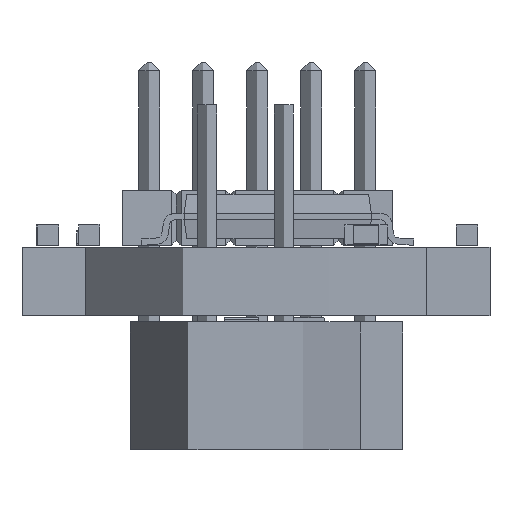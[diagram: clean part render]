
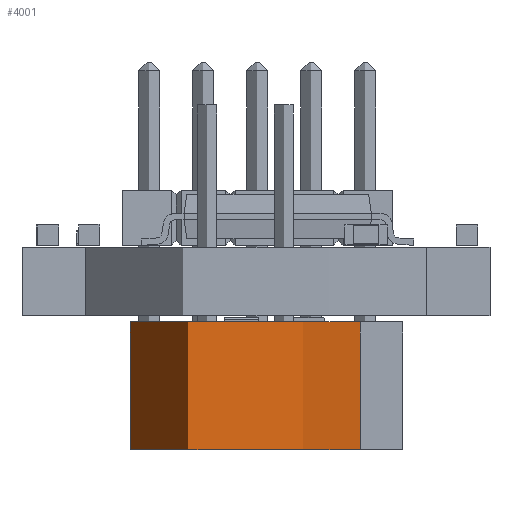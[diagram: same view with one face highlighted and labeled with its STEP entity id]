
A CAD part, front view. The second image highlights one B-rep face of the part: STEP entity #4001.
In plain terms, the highlighted cylindrical face has radius 2.7 mm (diameter 5.4 mm), a partial arc.
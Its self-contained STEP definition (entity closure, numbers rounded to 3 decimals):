
#4001 = ADVANCED_FACE('',(#4002),#4017,.T.);
#4002 = FACE_BOUND('',#4003,.T.);
#4003 = EDGE_LOOP('',(#4004,#4040,#4068,#4097));
#4004 = ORIENTED_EDGE('',*,*,#4005,.T.);
#4005 = EDGE_CURVE('',#4006,#4008,#4010,.T.);
#4006 = VERTEX_POINT('',#4007);
#4007 = CARTESIAN_POINT('',(1.8,0.9,0.1));
#4008 = VERTEX_POINT('',#4009);
#4009 = CARTESIAN_POINT('',(-3.6,0.9,0.1));
#4010 = SURFACE_CURVE('',#4011,(#4016,#4028),.PCURVE_S1.);
#4011 = CIRCLE('',#4012,2.7);
#4012 = AXIS2_PLACEMENT_3D('',#4013,#4014,#4015);
#4013 = CARTESIAN_POINT('',(-0.9,0.9,0.1));
#4014 = DIRECTION('',(0.,0.,1.));
#4015 = DIRECTION('',(1.,0.,0.));
#4016 = PCURVE('',#4017,#4022);
#4017 = CYLINDRICAL_SURFACE('',#4018,2.7);
#4018 = AXIS2_PLACEMENT_3D('',#4019,#4020,#4021);
#4019 = CARTESIAN_POINT('',(-0.9,0.9,0.1));
#4020 = DIRECTION('',(0.,0.,-1.));
#4021 = DIRECTION('',(1.,0.,0.));
#4022 = DEFINITIONAL_REPRESENTATION('',(#4023),#4027);
#4023 = LINE('',#4024,#4025);
#4024 = CARTESIAN_POINT('',(6.283,0.));
#4025 = VECTOR('',#4026,1.);
#4026 = DIRECTION('',(-1.,0.));
#4027 = ( GEOMETRIC_REPRESENTATION_CONTEXT(2) 
PARAMETRIC_REPRESENTATION_CONTEXT() REPRESENTATION_CONTEXT('2D SPACE',''
  ) );
#4028 = PCURVE('',#4029,#4034);
#4029 = PLANE('',#4030);
#4030 = AXIS2_PLACEMENT_3D('',#4031,#4032,#4033);
#4031 = CARTESIAN_POINT('',(-0.9,0.9,0.1));
#4032 = DIRECTION('',(0.,0.,1.));
#4033 = DIRECTION('',(1.,0.,0.));
#4034 = DEFINITIONAL_REPRESENTATION('',(#4035),#4039);
#4035 = CIRCLE('',#4036,2.7);
#4036 = AXIS2_PLACEMENT_2D('',#4037,#4038);
#4037 = CARTESIAN_POINT('',(0.,0.));
#4038 = DIRECTION('',(1.,0.));
#4039 = ( GEOMETRIC_REPRESENTATION_CONTEXT(2) 
PARAMETRIC_REPRESENTATION_CONTEXT() REPRESENTATION_CONTEXT('2D SPACE',''
  ) );
#4040 = ORIENTED_EDGE('',*,*,#4041,.T.);
#4041 = EDGE_CURVE('',#4008,#4042,#4044,.T.);
#4042 = VERTEX_POINT('',#4043);
#4043 = CARTESIAN_POINT('',(-3.6,0.9,3.1));
#4044 = SURFACE_CURVE('',#4045,(#4049,#4056),.PCURVE_S1.);
#4045 = LINE('',#4046,#4047);
#4046 = CARTESIAN_POINT('',(-3.6,0.9,0.1));
#4047 = VECTOR('',#4048,1.);
#4048 = DIRECTION('',(0.,0.,1.));
#4049 = PCURVE('',#4017,#4050);
#4050 = DEFINITIONAL_REPRESENTATION('',(#4051),#4055);
#4051 = LINE('',#4052,#4053);
#4052 = CARTESIAN_POINT('',(3.142,0.));
#4053 = VECTOR('',#4054,1.);
#4054 = DIRECTION('',(0.,-1.));
#4055 = ( GEOMETRIC_REPRESENTATION_CONTEXT(2) 
PARAMETRIC_REPRESENTATION_CONTEXT() REPRESENTATION_CONTEXT('2D SPACE',''
  ) );
#4056 = PCURVE('',#4057,#4062);
#4057 = CYLINDRICAL_SURFACE('',#4058,2.7);
#4058 = AXIS2_PLACEMENT_3D('',#4059,#4060,#4061);
#4059 = CARTESIAN_POINT('',(-0.9,0.9,0.1));
#4060 = DIRECTION('',(0.,0.,-1.));
#4061 = DIRECTION('',(1.,0.,0.));
#4062 = DEFINITIONAL_REPRESENTATION('',(#4063),#4067);
#4063 = LINE('',#4064,#4065);
#4064 = CARTESIAN_POINT('',(3.142,0.));
#4065 = VECTOR('',#4066,1.);
#4066 = DIRECTION('',(0.,-1.));
#4067 = ( GEOMETRIC_REPRESENTATION_CONTEXT(2) 
PARAMETRIC_REPRESENTATION_CONTEXT() REPRESENTATION_CONTEXT('2D SPACE',''
  ) );
#4068 = ORIENTED_EDGE('',*,*,#4069,.F.);
#4069 = EDGE_CURVE('',#4070,#4042,#4072,.T.);
#4070 = VERTEX_POINT('',#4071);
#4071 = CARTESIAN_POINT('',(1.8,0.9,3.1));
#4072 = SURFACE_CURVE('',#4073,(#4078,#4085),.PCURVE_S1.);
#4073 = CIRCLE('',#4074,2.7);
#4074 = AXIS2_PLACEMENT_3D('',#4075,#4076,#4077);
#4075 = CARTESIAN_POINT('',(-0.9,0.9,3.1));
#4076 = DIRECTION('',(0.,0.,1.));
#4077 = DIRECTION('',(1.,0.,0.));
#4078 = PCURVE('',#4017,#4079);
#4079 = DEFINITIONAL_REPRESENTATION('',(#4080),#4084);
#4080 = LINE('',#4081,#4082);
#4081 = CARTESIAN_POINT('',(6.283,-3.));
#4082 = VECTOR('',#4083,1.);
#4083 = DIRECTION('',(-1.,0.));
#4084 = ( GEOMETRIC_REPRESENTATION_CONTEXT(2) 
PARAMETRIC_REPRESENTATION_CONTEXT() REPRESENTATION_CONTEXT('2D SPACE',''
  ) );
#4085 = PCURVE('',#4086,#4091);
#4086 = PLANE('',#4087);
#4087 = AXIS2_PLACEMENT_3D('',#4088,#4089,#4090);
#4088 = CARTESIAN_POINT('',(-0.9,0.9,3.1));
#4089 = DIRECTION('',(0.,0.,1.));
#4090 = DIRECTION('',(1.,0.,0.));
#4091 = DEFINITIONAL_REPRESENTATION('',(#4092),#4096);
#4092 = CIRCLE('',#4093,2.7);
#4093 = AXIS2_PLACEMENT_2D('',#4094,#4095);
#4094 = CARTESIAN_POINT('',(0.,0.));
#4095 = DIRECTION('',(1.,0.));
#4096 = ( GEOMETRIC_REPRESENTATION_CONTEXT(2) 
PARAMETRIC_REPRESENTATION_CONTEXT() REPRESENTATION_CONTEXT('2D SPACE',''
  ) );
#4097 = ORIENTED_EDGE('',*,*,#4098,.F.);
#4098 = EDGE_CURVE('',#4006,#4070,#4099,.T.);
#4099 = SURFACE_CURVE('',#4100,(#4104,#4111),.PCURVE_S1.);
#4100 = LINE('',#4101,#4102);
#4101 = CARTESIAN_POINT('',(1.8,0.9,0.1));
#4102 = VECTOR('',#4103,1.);
#4103 = DIRECTION('',(0.,0.,1.));
#4104 = PCURVE('',#4017,#4105);
#4105 = DEFINITIONAL_REPRESENTATION('',(#4106),#4110);
#4106 = LINE('',#4107,#4108);
#4107 = CARTESIAN_POINT('',(6.283,0.));
#4108 = VECTOR('',#4109,1.);
#4109 = DIRECTION('',(0.,-1.));
#4110 = ( GEOMETRIC_REPRESENTATION_CONTEXT(2) 
PARAMETRIC_REPRESENTATION_CONTEXT() REPRESENTATION_CONTEXT('2D SPACE',''
  ) );
#4111 = PCURVE('',#4057,#4112);
#4112 = DEFINITIONAL_REPRESENTATION('',(#4113),#4117);
#4113 = LINE('',#4114,#4115);
#4114 = CARTESIAN_POINT('',(0.,0.));
#4115 = VECTOR('',#4116,1.);
#4116 = DIRECTION('',(0.,-1.));
#4117 = ( GEOMETRIC_REPRESENTATION_CONTEXT(2) 
PARAMETRIC_REPRESENTATION_CONTEXT() REPRESENTATION_CONTEXT('2D SPACE',''
  ) );
